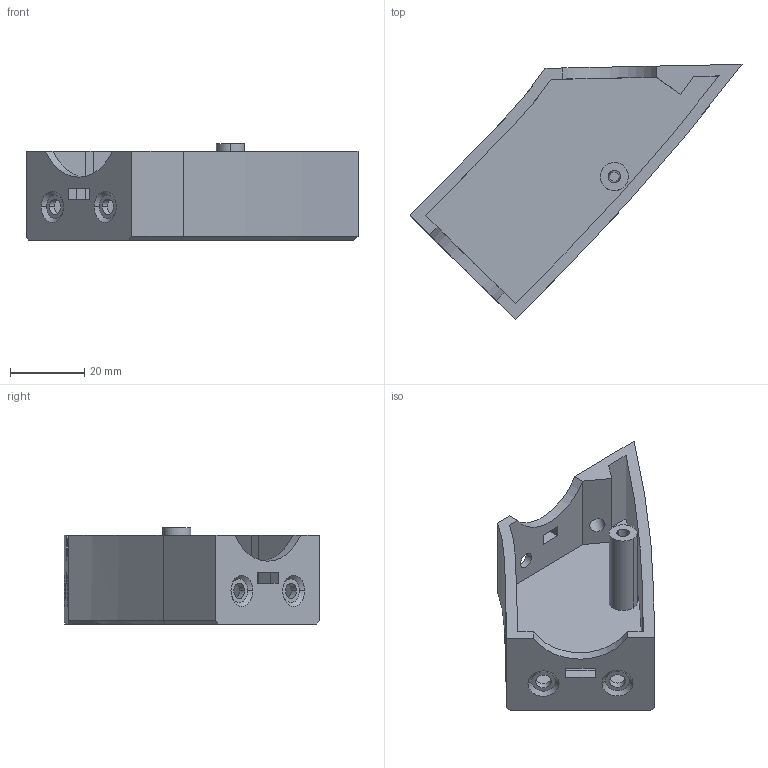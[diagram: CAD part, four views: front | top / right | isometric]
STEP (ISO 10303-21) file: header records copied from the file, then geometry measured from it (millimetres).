
FILE_DESCRIPTION (( 'STEP AP214' ), '1' );
FILE_NAME ('Wing Mirror Long Top.STEP', '2014-02-23T20:34:40', ( '' ), ( '' ), 'SwSTEP 2.0', 'SolidWorks 2011', '' );
FILE_SCHEMA (( 'AUTOMOTIVE_DESIGN' ));
Length unit declared in the file: millimetre
Products named in the file (1): Wing Mirror Long Top
Bounding box: 89.72 x 68.95 x 26 mm (x, y, z)
Volume: 23224.3 mm3; surface area: 16446.3 mm2
Topology: 1 solids, 1 shells, 63 faces, 162 edges, 107 vertices
Faces by surface type: plane 35, cylinder 14, cone 11, bspline 3
Entity records: 2045 total; most frequent: CARTESIAN_POINT 432, ORIENTED_EDGE 324, DIRECTION 321, EDGE_CURVE 162, AXIS2_PLACEMENT_3D 108, VERTEX_POINT 107, VECTOR 105, LINE 105
